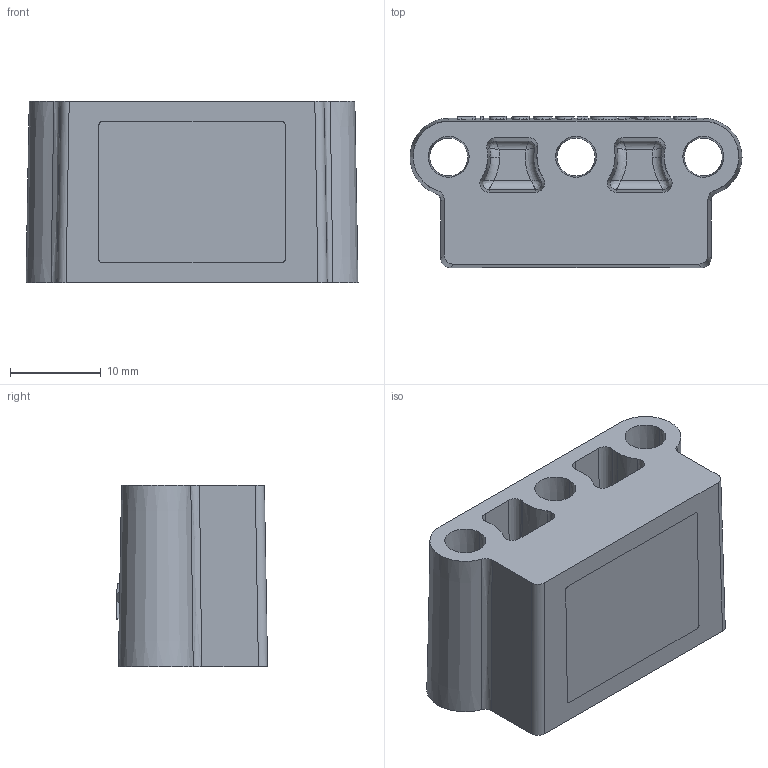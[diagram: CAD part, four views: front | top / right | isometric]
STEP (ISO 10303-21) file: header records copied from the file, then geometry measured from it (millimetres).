
FILE_DESCRIPTION (( 'STEP AP214' ), '1' );
FILE_NAME ('518736_Positionsgeber,_ungeführt_Z-TP1-P06~00.STEP', '2012-06-04T08:15:08', ( 'dummy' ), ( 'Hewlett-Packard Company' ), 'SwSTEP 2.0', 'SolidWorks 2011', '' );
FILE_SCHEMA (( 'AUTOMOTIVE_DESIGN' ));
Length unit declared in the file: millimetre
Products named in the file (4): 518736_Vergussmasse~00; 518735_Magnetträger_ungeführt_für_Z-TP1-P06~04; 518836_Magnet_20_x_4_x_4~00; 518736_Positionsgeber,_ungeführt_Z-TP1-P06~00
Assembly tree (3 placements, depth 2):
  518736_Positionsgeber,_ungeführt_Z-TP1-P06~00
    518836_Magnet_20_x_4_x_4~00
    518735_Magnetträger_ungeführt_für_Z-TP1-P06~04
    518736_Vergussmasse~00
Bounding box: 36.5 x 16.61 x 20 mm (x, y, z)
Volume: 8204.4 mm3; surface area: 6656 mm2
Topology: 3 solids, 3 shells, 598 faces, 1493 edges, 848 vertices
Faces by surface type: plane 184, cylinder 146, bspline 139, cone 59, torus 46, sphere 24
Entity records: 33895 total; most frequent: CARTESIAN_POINT 21162, ORIENTED_EDGE 2842, DIRECTION 2230, EDGE_CURVE 1421, VERTEX_POINT 848, AXIS2_PLACEMENT_3D 779, LINE 672, VECTOR 672
